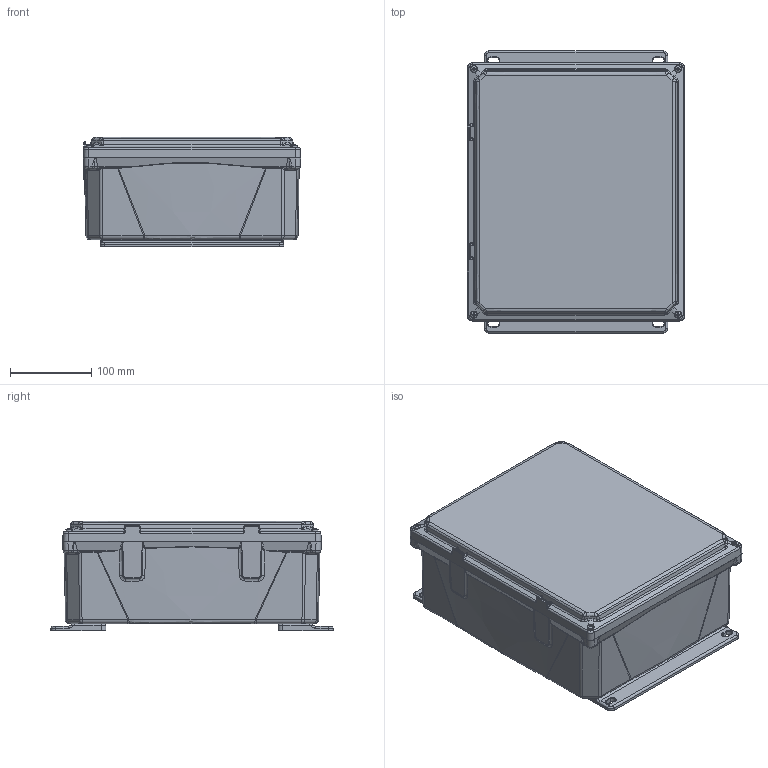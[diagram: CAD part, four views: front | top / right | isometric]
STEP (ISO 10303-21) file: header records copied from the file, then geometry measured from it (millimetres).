
FILE_DESCRIPTION((''),'2;1');
FILE_NAME('H12104S_ASM','2016-12-09T',('tstokes'),(''),'CREO PARAMETRIC BY PTC INC, 2016050','CREO PARAMETRIC BY PTC INC, 2016050','');
FILE_SCHEMA(('CONFIG_CONTROL_DESIGN'));
Products named in the file (9): H12104BS; 9912525-80-10; 9912521-80-10; H12104BS_ASM; H1210CSO; MFLK10; 9912530-82-10; 9912538-82-10; H12104S_ASM
Assembly tree (25 placements, depth 3):
  H12104S_ASM
    H12104BS_ASM
      H12104BS
      9912525-80-10  x8
      9912521-80-10  x4
    H1210CSO
    MFLK10  x2
    9912530-82-10  x4
    9912538-82-10  x4
Bounding box: 267.61 x 347.73 x 134.63 mm (x, y, z)
Volume: 1433555.6 mm3; surface area: 739664 mm2
Topology: 24 solids, 24 shells, 4167 faces, 9814 edges, 5892 vertices
Faces by surface type: cylinder 1522, plane 1346, bspline 687, cone 268, sphere 240, torus 104
Entity records: 110510 total; most frequent: CARTESIAN_POINT 48714, ORIENTED_EDGE 13500, DIRECTION 11715, EDGE_CURVE 6750, AXIS2_PLACEMENT_3D 4069, VERTEX_POINT 4031, VECTOR 3577, LINE 3577
